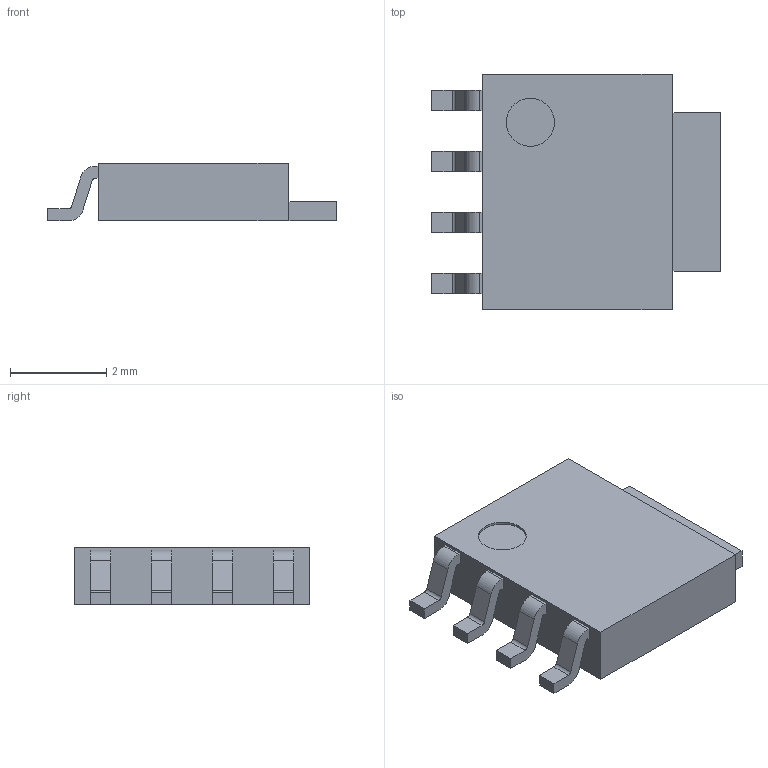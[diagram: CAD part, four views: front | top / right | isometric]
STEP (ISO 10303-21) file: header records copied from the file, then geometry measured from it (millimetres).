
FILE_DESCRIPTION (( 'STEP AP214' ), '1' );
FILE_NAME ( 'DPAK5P127_600X120L60X42T420X330N.STEP', '2022-07-13T19:14:57', ( '' ), ( '' ), '', '©2017 PCB Libraries, Inc.', '' );
FILE_SCHEMA (( 'AUTOMOTIVE_DESIGN' ));
Length unit declared in the file: millimetre
Products named in the file (1): DPAK5P127_600X120L60X42T420X330N
Bounding box: 6 x 4.9 x 1.2 mm (x, y, z)
Volume: 25.2 mm3; surface area: 106 mm2
Topology: 6 solids, 6 shells, 75 faces, 186 edges, 124 vertices
Faces by surface type: plane 57, cylinder 18
Entity records: 2520 total; most frequent: CARTESIAN_POINT 386, DIRECTION 374, ORIENTED_EDGE 372, EDGE_CURVE 186, VECTOR 150, LINE 150, VERTEX_POINT 124, AXIS2_PLACEMENT_3D 112
